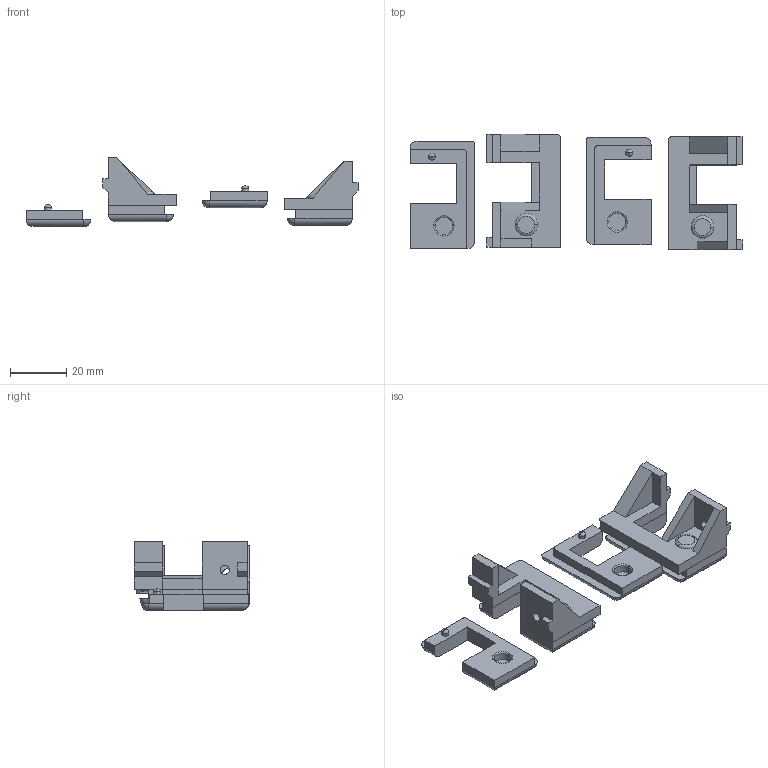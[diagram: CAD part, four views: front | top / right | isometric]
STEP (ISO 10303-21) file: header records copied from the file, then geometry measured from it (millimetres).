
FILE_DESCRIPTION (( 'STEP AP203' ), '1' );
FILE_NAME ('Z Belt Cover Assemblies.STEP', '2025-07-21T01:19:28', ( '' ), ( '' ), 'SwSTEP 2.0', 'SolidWorks 2025', '' );
FILE_SCHEMA (( 'CONFIG_CONTROL_DESIGN' ));
Length unit declared in the file: millimetre
Products named in the file (9): Z Belt Cover A Top Standard; Z Belt Cover A Bottom; Z Belt Cover B Assembly; Z Belt Cover A Assembly; Z Belt Cover B Top Standard; Z Belt Cover B Bottom; Z Belt Cover B Top MC; Z Belt Cover A Top MC; Z Belt Cover Assemblies
Assembly tree (8 placements, depth 3):
  Z Belt Cover Assemblies
    Z Belt Cover B Assembly
      Z Belt Cover B Bottom
      Z Belt Cover B Top Standard
      Z Belt Cover B Top MC
    Z Belt Cover A Assembly
      Z Belt Cover A Bottom
      Z Belt Cover A Top Standard
      Z Belt Cover A Top MC
Bounding box: 117.63 x 40.85 x 24.42 mm (x, y, z)
Volume: 21860.3 mm3; surface area: 15576.6 mm2
Topology: 8 solids, 8 shells, 274 faces, 662 edges, 414 vertices
Faces by surface type: plane 176, cylinder 58, torus 24, sphere 12, bspline 4
Entity records: 8881 total; most frequent: CARTESIAN_POINT 1539, DIRECTION 1364, ORIENTED_EDGE 1284, EDGE_CURVE 642, LINE 462, VECTOR 462, AXIS2_PLACEMENT_3D 451, VERTEX_POINT 410
